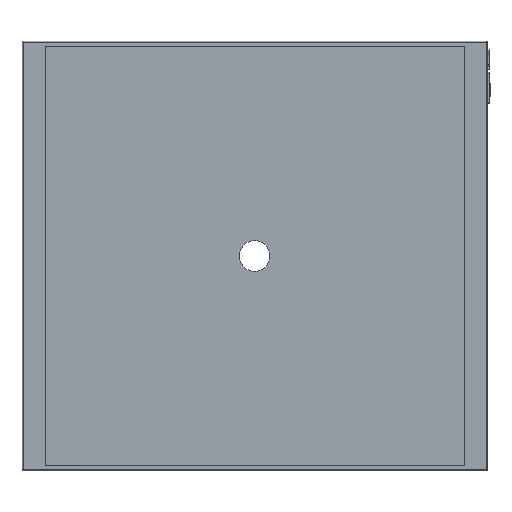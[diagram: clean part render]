
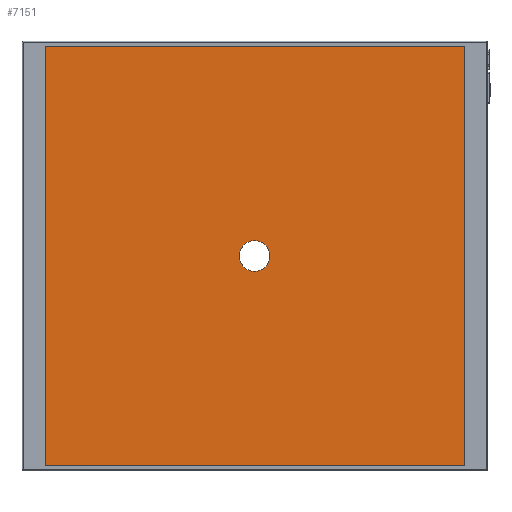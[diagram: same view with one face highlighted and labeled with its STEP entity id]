
A CAD part, top view. The second image highlights one B-rep face of the part: STEP entity #7151.
In plain terms, the highlighted face is planar.
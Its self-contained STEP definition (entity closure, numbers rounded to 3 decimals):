
#3284=CIRCLE('',#6774,30.);
#3483=ORIENTED_EDGE('',*,*,#4558,.T.);
#3484=ORIENTED_EDGE('',*,*,#4560,.T.);
#3485=ORIENTED_EDGE('',*,*,#4562,.T.);
#3486=ORIENTED_EDGE('',*,*,#4555,.T.);
#3487=ORIENTED_EDGE('',*,*,#4563,.T.);
#4009=VECTOR('',#5353,1.);
#4012=VECTOR('',#5358,1.);
#4014=VECTOR('',#5362,1.);
#4016=VECTOR('',#5366,1.);
#4163=LINE('',#6142,#4009);
#4166=LINE('',#6147,#4012);
#4168=LINE('',#6151,#4014);
#4170=LINE('',#6154,#4016);
#4323=VERTEX_POINT('',#6140);
#4324=VERTEX_POINT('',#6141);
#4325=VERTEX_POINT('',#6146);
#4326=VERTEX_POINT('',#6150);
#4327=VERTEX_POINT('',#6156);
#4555=EDGE_CURVE('',#4323,#4324,#4163,.T.);
#4558=EDGE_CURVE('',#4324,#4325,#4166,.T.);
#4560=EDGE_CURVE('',#4325,#4326,#4168,.T.);
#4562=EDGE_CURVE('',#4326,#4323,#4170,.T.);
#4563=EDGE_CURVE('',#4327,#4327,#3284,.T.);
#4826=EDGE_LOOP('',(#3483,#3484,#3485,#3486));
#4827=EDGE_LOOP('',(#3487));
#5058=FACE_BOUND('',#4826,.T.);
#5059=FACE_BOUND('',#4827,.T.);
#5353=DIRECTION('',(820.,0.,0.));
#5358=DIRECTION('',(0.,-820.,0.));
#5362=DIRECTION('',(-820.,0.,0.));
#5366=DIRECTION('',(0.,820.,0.));
#5367=DIRECTION('',(0.,0.,-1.));
#5368=DIRECTION('',(0.,1.,0.));
#5369=DIRECTION('',(0.,0.,1.));
#5370=DIRECTION('',(0.,-30.,0.));
#6140=CARTESIAN_POINT('',(-865.,-10.,-21.1));
#6141=CARTESIAN_POINT('',(-45.,-10.,-21.1));
#6142=CARTESIAN_POINT('',(-865.,-10.,-21.1));
#6146=CARTESIAN_POINT('',(-45.,-830.,-21.1));
#6147=CARTESIAN_POINT('',(-45.,-10.,-21.1));
#6150=CARTESIAN_POINT('',(-865.,-830.,-21.1));
#6151=CARTESIAN_POINT('',(-45.,-830.,-21.1));
#6154=CARTESIAN_POINT('',(-865.,-830.,-21.1));
#6155=CARTESIAN_POINT('',(-45.,-10.,-21.1));
#6156=CARTESIAN_POINT('',(-455.,-450.,-21.1));
#6157=CARTESIAN_POINT('',(-455.,-420.,-21.1));
#6773=AXIS2_PLACEMENT_3D('',#6155,#5367,#5368);
#6774=AXIS2_PLACEMENT_3D('',#6157,#5369,#5370);
#7067=PLANE('',#6773);
#7151=ADVANCED_FACE('',(#5058,#5059),#7067,.T.);
